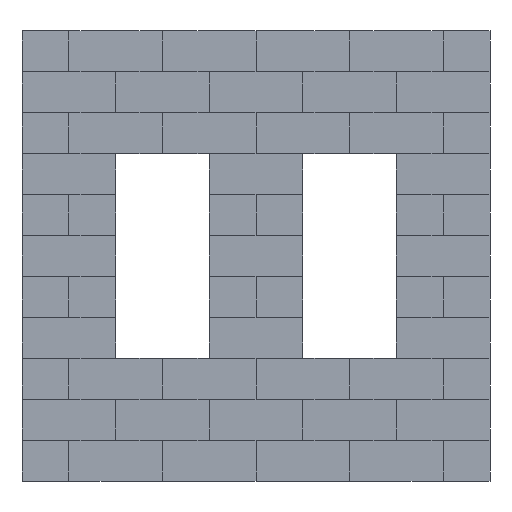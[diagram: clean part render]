
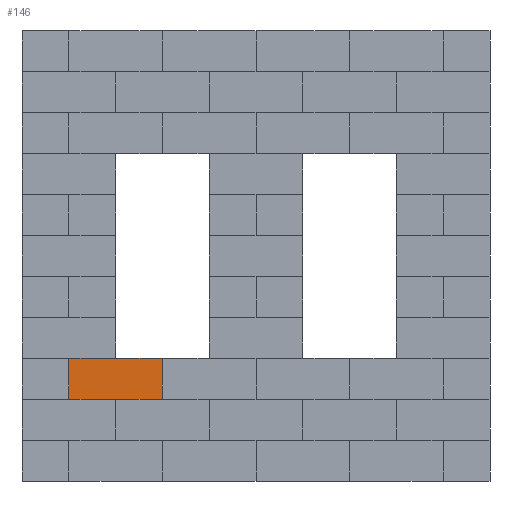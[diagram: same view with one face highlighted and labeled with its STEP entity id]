
A CAD part, front view. The second image highlights one B-rep face of the part: STEP entity #146.
In plain terms, the highlighted planar face has unit normal (0, -1, 0).
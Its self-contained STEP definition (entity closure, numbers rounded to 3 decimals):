
#146=ADVANCED_FACE('',(#548),#5452,.T.);
#548=FACE_OUTER_BOUND('',#950,.T.);
#950=EDGE_LOOP('',(#1386,#1387,#1388,#1389,#1390,#1391));
#1386=ORIENTED_EDGE('',*,*,#3113,.T.);
#1387=ORIENTED_EDGE('',*,*,#3102,.T.);
#1388=ORIENTED_EDGE('',*,*,#3103,.T.);
#1389=ORIENTED_EDGE('',*,*,#3116,.F.);
#1390=ORIENTED_EDGE('',*,*,#3104,.F.);
#1391=ORIENTED_EDGE('',*,*,#3105,.F.);
#3102=EDGE_CURVE('',#4858,#4866,#3984,.T.);
#3103=EDGE_CURVE('',#4866,#4860,#3985,.T.);
#3104=EDGE_CURVE('',#4861,#4868,#3986,.T.);
#3105=EDGE_CURVE('',#4864,#4861,#3987,.T.);
#3113=EDGE_CURVE('',#4864,#4858,#3995,.T.);
#3116=EDGE_CURVE('',#4868,#4860,#3998,.T.);
#3984=B_SPLINE_CURVE_WITH_KNOTS('',1,(#6825,#6826),.UNSPECIFIED.,.F.,.F.,
(2,2),(0.,2.),.UNSPECIFIED.);
#3985=B_SPLINE_CURVE_WITH_KNOTS('',1,(#6827,#6828),.UNSPECIFIED.,.F.,.F.,
(2,2),(0.,1.75),.UNSPECIFIED.);
#3986=B_SPLINE_CURVE_WITH_KNOTS('',1,(#6829,#6830),.UNSPECIFIED.,.F.,.F.,
(2,2),(0.,2.),.UNSPECIFIED.);
#3987=B_SPLINE_CURVE_WITH_KNOTS('',1,(#6831,#6832),.UNSPECIFIED.,.F.,.F.,
(2,2),(0.,1.75),.UNSPECIFIED.);
#3995=B_SPLINE_CURVE_WITH_KNOTS('',1,(#6847,#6848),.UNSPECIFIED.,.F.,.F.,
(2,2),(2.,4.),.UNSPECIFIED.);
#3998=B_SPLINE_CURVE_WITH_KNOTS('',1,(#6853,#6854),.UNSPECIFIED.,.F.,.F.,
(2,2),(2.,4.),.UNSPECIFIED.);
#4858=VERTEX_POINT('',#6809);
#4860=VERTEX_POINT('',#6811);
#4861=VERTEX_POINT('',#6812);
#4864=VERTEX_POINT('',#6815);
#4866=VERTEX_POINT('',#6817);
#4868=VERTEX_POINT('',#6819);
#5452=PLANE('',#5942);
#5942=AXIS2_PLACEMENT_3D('',#6803,#6348,$);
#6348=DIRECTION('',(0.,-1.,0.));
#6803=CARTESIAN_POINT('',(0.,0.,3.5));
#6809=CARTESIAN_POINT('',(2.,0.,3.5));
#6811=CARTESIAN_POINT('',(4.,0.,5.25));
#6812=CARTESIAN_POINT('',(0.,0.,5.25));
#6815=CARTESIAN_POINT('',(0.,0.,3.5));
#6817=CARTESIAN_POINT('',(4.,0.,3.5));
#6819=CARTESIAN_POINT('',(2.,0.,5.25));
#6825=CARTESIAN_POINT('',(2.,0.,3.5));
#6826=CARTESIAN_POINT('',(4.,0.,3.5));
#6827=CARTESIAN_POINT('',(4.,0.,3.5));
#6828=CARTESIAN_POINT('',(4.,0.,5.25));
#6829=CARTESIAN_POINT('',(0.,0.,5.25));
#6830=CARTESIAN_POINT('',(2.,0.,5.25));
#6831=CARTESIAN_POINT('',(0.,0.,3.5));
#6832=CARTESIAN_POINT('',(0.,0.,5.25));
#6847=CARTESIAN_POINT('',(0.,0.,3.5));
#6848=CARTESIAN_POINT('',(2.,0.,3.5));
#6853=CARTESIAN_POINT('',(2.,0.,5.25));
#6854=CARTESIAN_POINT('',(4.,0.,5.25));
